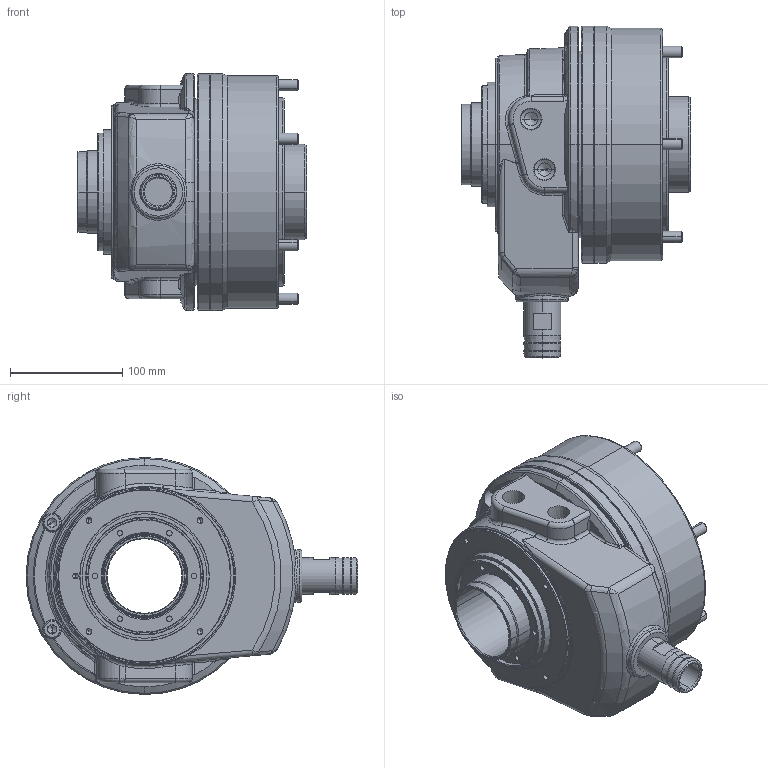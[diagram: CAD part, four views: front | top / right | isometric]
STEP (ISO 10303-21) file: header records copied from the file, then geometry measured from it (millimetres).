
FILE_DESCRIPTION (( 'STEP AP203' ), '1' );
FILE_NAME ('CF-TS-866.STEP', '2020-08-26T05:15:30', ( '' ), ( '' ), 'SwSTEP 2.0', 'SolidWorks 2016', '' );
FILE_SCHEMA (( 'CONFIG_CONTROL_DESIGN' ));
Length unit declared in the file: millimetre
Products named in the file (8): 圓頭內六角螺栓_M10x80; CF-TS-866; CF-TS-867-罩殼; CF-TS-867-閥軸; CF-TS-867-缸體; CF-TS-866-活塞; CF-TS-867-後柵環; CT-S08-08000
Assembly tree (12 placements, depth 2):
  CF-TS-866
    CF-TS-867-罩殼
    CF-TS-867-閥軸
    CF-TS-867-缸體
    CF-TS-866-活塞
    CF-TS-867-後柵環
    CT-S08-08000
    圓頭內六角螺栓_M10x80  x6
Bounding box: 204 x 295.5 x 211 mm (x, y, z)
Volume: 3926359.7 mm3; surface area: 604174.3 mm2
Topology: 12 solids, 12 shells, 643 faces, 1486 edges, 880 vertices
Faces by surface type: cylinder 240, plane 161, cone 154, bspline 57, torus 31
Entity records: 18876 total; most frequent: CARTESIAN_POINT 6155, DIRECTION 2583, ORIENTED_EDGE 2352, EDGE_CURVE 1176, AXIS2_PLACEMENT_3D 1093, VERTEX_POINT 715, EDGE_LOOP 637, CIRCLE 617
